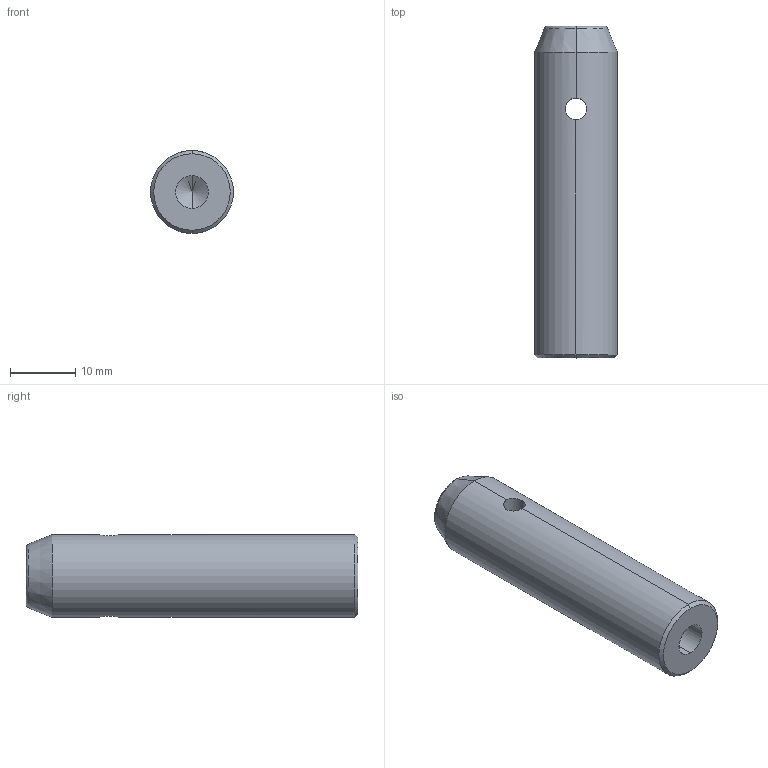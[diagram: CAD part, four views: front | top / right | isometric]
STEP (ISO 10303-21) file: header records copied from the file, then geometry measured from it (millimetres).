
FILE_DESCRIPTION (( 'STEP AP214' ), '1' );
FILE_NAME ('524202.STEP', '2019-10-14T02:02:32', ( '' ), ( '' ), 'SwSTEP 2.0', 'SolidWorks 2016', '' );
FILE_SCHEMA (( 'AUTOMOTIVE_DESIGN' ));
Length unit declared in the file: millimetre
Products named in the file (1): 524202
Bounding box: 12.7 x 50.8 x 12.7 mm (x, y, z)
Volume: 5890.1 mm3; surface area: 2594.9 mm2
Topology: 1 solids, 1 shells, 20 faces, 50 edges, 29 vertices
Faces by surface type: cylinder 8, cone 8, bspline 2, plane 2
Entity records: 793 total; most frequent: CARTESIAN_POINT 305, ORIENTED_EDGE 96, DIRECTION 92, EDGE_CURVE 48, AXIS2_PLACEMENT_3D 37, VERTEX_POINT 29, EDGE_LOOP 23, ADVANCED_FACE 20
